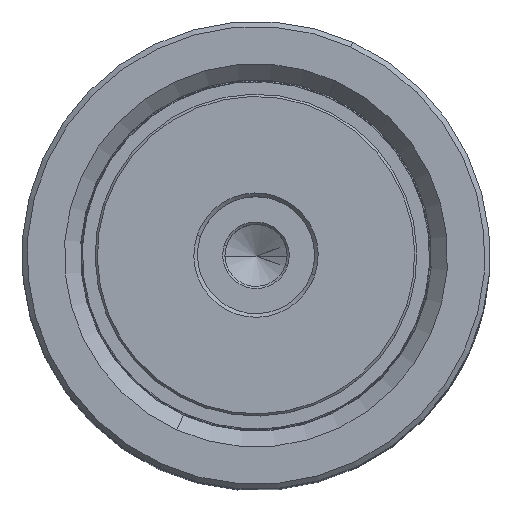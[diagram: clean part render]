
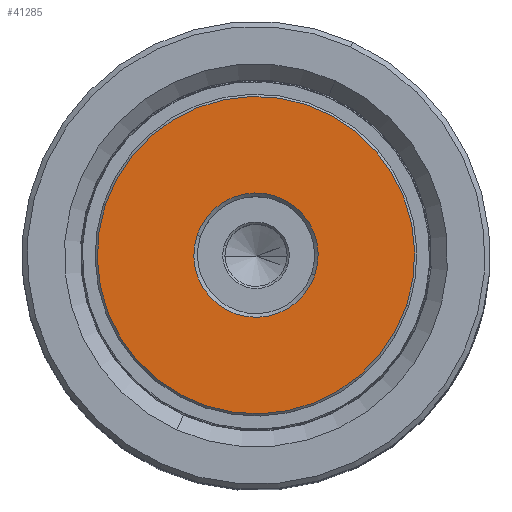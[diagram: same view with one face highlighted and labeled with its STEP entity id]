
A CAD part, top view. The second image highlights one B-rep face of the part: STEP entity #41285.
In plain terms, the highlighted face is planar.
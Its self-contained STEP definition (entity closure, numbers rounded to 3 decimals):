
#1682 = CIRCLE ( 'NONE', #19159, 8.5 ) ;
#4430 = FACE_BOUND ( 'NONE', #20256, .T. ) ;
#9062 = CARTESIAN_POINT ( 'NONE',  ( 8.5, 0., 0. ) ) ;
#9808 = DIRECTION ( 'NONE',  ( 0., 0., 1. ) ) ;
#10066 = VERTEX_POINT ( 'NONE', #9062 ) ;
#11825 = CIRCLE ( 'NONE', #19760, 21.7 ) ;
#13058 = ORIENTED_EDGE ( 'NONE', *, *, #38350, .T. ) ;
#16610 = DIRECTION ( 'NONE',  ( 1., 0., 0. ) ) ;
#16867 = EDGE_CURVE ( 'NONE', #28289, #42447, #48549, .T. ) ;
#18220 = CARTESIAN_POINT ( 'NONE',  ( 21.7, 0., 0. ) ) ;
#19159 = AXIS2_PLACEMENT_3D ( 'NONE', #41454, #9808, #32154 ) ;
#19760 = AXIS2_PLACEMENT_3D ( 'NONE', #31390, #40306, #49807 ) ;
#20256 = EDGE_LOOP ( 'NONE', ( #28978, #39968 ) ) ;
#23018 = EDGE_CURVE ( 'NONE', #10066, #27572, #1682, .T. ) ;
#27029 = AXIS2_PLACEMENT_3D ( 'NONE', #45974, #41217, #36667 ) ;
#27356 = EDGE_LOOP ( 'NONE', ( #13058, #53326 ) ) ;
#27572 = VERTEX_POINT ( 'NONE', #46409 ) ;
#28289 = VERTEX_POINT ( 'NONE', #50723 ) ;
#28352 = DIRECTION ( 'NONE',  ( 0., 0., 1. ) ) ;
#28504 = FACE_OUTER_BOUND ( 'NONE', #27356, .T. ) ;
#28978 = ORIENTED_EDGE ( 'NONE', *, *, #48806, .T. ) ;
#29109 = PLANE ( 'NONE',  #56609 ) ;
#29971 = DIRECTION ( 'NONE',  ( 1., 0., 0. ) ) ;
#31390 = CARTESIAN_POINT ( 'NONE',  ( 0., 0., 0. ) ) ;
#32154 = DIRECTION ( 'NONE',  ( 1., 0., 0. ) ) ;
#33957 = CIRCLE ( 'NONE', #57275, 8.5 ) ;
#34327 = DIRECTION ( 'NONE',  ( 0., 0., 1. ) ) ;
#36667 = DIRECTION ( 'NONE',  ( 1., 0., 0. ) ) ;
#38350 = EDGE_CURVE ( 'NONE', #42447, #28289, #11825, .T. ) ;
#39968 = ORIENTED_EDGE ( 'NONE', *, *, #23018, .T. ) ;
#40306 = DIRECTION ( 'NONE',  ( 0., 0., -1. ) ) ;
#41217 = DIRECTION ( 'NONE',  ( 0., 0., -1. ) ) ;
#41285 = ADVANCED_FACE ( 'NONE', ( #28504, #4430 ), #29109, .F. ) ;
#41454 = CARTESIAN_POINT ( 'NONE',  ( 0., 0., 0. ) ) ;
#42447 = VERTEX_POINT ( 'NONE', #18220 ) ;
#45974 = CARTESIAN_POINT ( 'NONE',  ( 0., 0., 0. ) ) ;
#46409 = CARTESIAN_POINT ( 'NONE',  ( -8.5, 0., 0. ) ) ;
#48549 = CIRCLE ( 'NONE', #27029, 21.7 ) ;
#48806 = EDGE_CURVE ( 'NONE', #27572, #10066, #33957, .T. ) ;
#49807 = DIRECTION ( 'NONE',  ( 1., 0., 0. ) ) ;
#50723 = CARTESIAN_POINT ( 'NONE',  ( -21.7, 0., 0. ) ) ;
#51780 = CARTESIAN_POINT ( 'NONE',  ( 0., 0., 0. ) ) ;
#53326 = ORIENTED_EDGE ( 'NONE', *, *, #16867, .T. ) ;
#55460 = CARTESIAN_POINT ( 'NONE',  ( 0., 0., 0. ) ) ;
#56609 = AXIS2_PLACEMENT_3D ( 'NONE', #55460, #28352, #16610 ) ;
#57275 = AXIS2_PLACEMENT_3D ( 'NONE', #51780, #34327, #29971 ) ;
